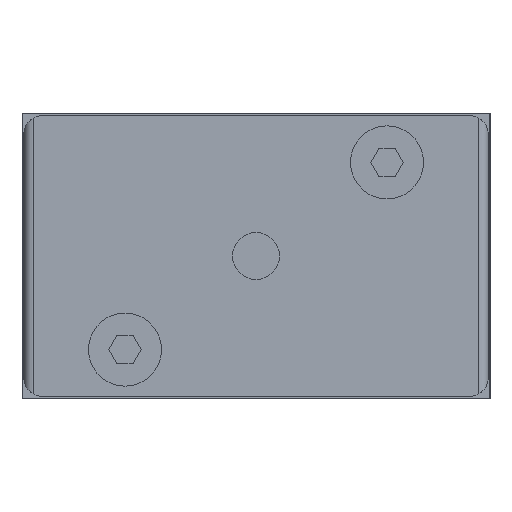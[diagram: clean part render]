
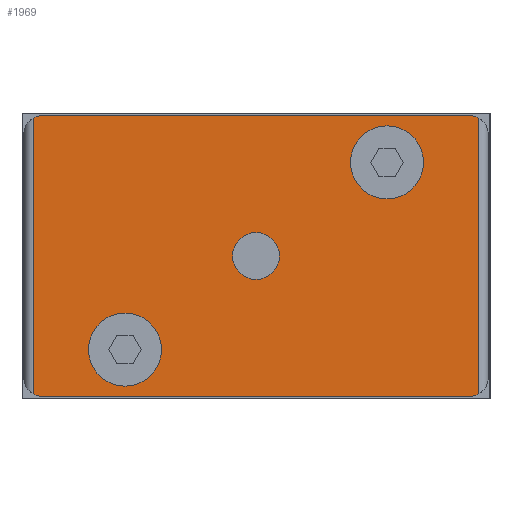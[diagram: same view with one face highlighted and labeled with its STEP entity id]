
A CAD part, left-side view. The second image highlights one B-rep face of the part: STEP entity #1969.
In plain terms, the highlighted planar face has unit normal (-1, 0, 0).
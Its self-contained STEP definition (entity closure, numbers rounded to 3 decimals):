
#125=LINE('',#3071,#298);
#126=LINE('',#3081,#299);
#127=LINE('',#3085,#300);
#128=LINE('',#3089,#301);
#298=VECTOR('',#2409,1000.);
#299=VECTOR('',#2420,1000.);
#300=VECTOR('',#2423,1000.);
#301=VECTOR('',#2426,1000.);
#490=ORIENTED_EDGE('',*,*,#1016,.T.);
#491=ORIENTED_EDGE('',*,*,#1017,.T.);
#492=ORIENTED_EDGE('',*,*,#1018,.T.);
#493=ORIENTED_EDGE('',*,*,#1019,.F.);
#494=ORIENTED_EDGE('',*,*,#1020,.F.);
#495=ORIENTED_EDGE('',*,*,#1021,.F.);
#496=ORIENTED_EDGE('',*,*,#1022,.F.);
#497=ORIENTED_EDGE('',*,*,#1023,.F.);
#498=ORIENTED_EDGE('',*,*,#1024,.F.);
#499=ORIENTED_EDGE('',*,*,#1025,.F.);
#500=ORIENTED_EDGE('',*,*,#1015,.T.);
#1015=EDGE_CURVE('',#1275,#1277,#125,.T.);
#1016=EDGE_CURVE('',#1278,#1278,#1424,.T.);
#1017=EDGE_CURVE('',#1279,#1279,#1425,.T.);
#1018=EDGE_CURVE('',#1280,#1280,#1426,.T.);
#1019=EDGE_CURVE('',#1281,#1277,#1427,.T.);
#1020=EDGE_CURVE('',#1282,#1281,#126,.T.);
#1021=EDGE_CURVE('',#1283,#1282,#1428,.T.);
#1022=EDGE_CURVE('',#1284,#1283,#127,.T.);
#1023=EDGE_CURVE('',#1285,#1284,#1429,.T.);
#1024=EDGE_CURVE('',#1286,#1285,#128,.T.);
#1025=EDGE_CURVE('',#1275,#1286,#1430,.T.);
#1275=VERTEX_POINT('',#3062);
#1277=VERTEX_POINT('',#3070);
#1278=VERTEX_POINT('',#3074);
#1279=VERTEX_POINT('',#3076);
#1280=VERTEX_POINT('',#3078);
#1281=VERTEX_POINT('',#3080);
#1282=VERTEX_POINT('',#3082);
#1283=VERTEX_POINT('',#3084);
#1284=VERTEX_POINT('',#3086);
#1285=VERTEX_POINT('',#3088);
#1286=VERTEX_POINT('',#3090);
#1424=CIRCLE('',#2127,2.5);
#1425=CIRCLE('',#2128,3.9);
#1426=CIRCLE('',#2129,3.9);
#1427=CIRCLE('',#2130,2.);
#1428=CIRCLE('',#2131,2.);
#1429=CIRCLE('',#2132,2.);
#1430=CIRCLE('',#2133,2.);
#1511=EDGE_LOOP('',(#490));
#1512=EDGE_LOOP('',(#491));
#1513=EDGE_LOOP('',(#492));
#1514=EDGE_LOOP('',(#493,#494,#495,#496,#497,#498,#499,#500));
#1704=FACE_BOUND('',#1511,.T.);
#1705=FACE_BOUND('',#1512,.T.);
#1706=FACE_BOUND('',#1513,.T.);
#1707=FACE_BOUND('',#1514,.T.);
#1886=PLANE('',#2126);
#1969=ADVANCED_FACE('',(#1704,#1705,#1706,#1707),#1886,.F.);
#2126=AXIS2_PLACEMENT_3D('',#3072,#2410,#2411);
#2127=AXIS2_PLACEMENT_3D('',#3073,#2412,#2413);
#2128=AXIS2_PLACEMENT_3D('',#3075,#2414,#2415);
#2129=AXIS2_PLACEMENT_3D('',#3077,#2416,#2417);
#2130=AXIS2_PLACEMENT_3D('',#3079,#2418,#2419);
#2131=AXIS2_PLACEMENT_3D('',#3083,#2421,#2422);
#2132=AXIS2_PLACEMENT_3D('',#3087,#2424,#2425);
#2133=AXIS2_PLACEMENT_3D('',#3091,#2427,#2428);
#2409=DIRECTION('',(0.,0.,-1.));
#2410=DIRECTION('',(1.,0.,0.));
#2411=DIRECTION('',(0.,0.,-1.));
#2412=DIRECTION('',(1.,0.,0.));
#2413=DIRECTION('',(0.,0.,-1.));
#2414=DIRECTION('',(1.,0.,0.));
#2415=DIRECTION('',(0.,0.,-1.));
#2416=DIRECTION('',(1.,0.,0.));
#2417=DIRECTION('',(0.,0.,-1.));
#2418=DIRECTION('',(1.,0.,0.));
#2419=DIRECTION('',(0.,0.,-1.));
#2420=DIRECTION('',(0.,1.,0.));
#2421=DIRECTION('',(1.,0.,0.));
#2422=DIRECTION('',(0.,0.,-1.));
#2423=DIRECTION('',(0.,0.,-1.));
#2424=DIRECTION('',(1.,0.,0.));
#2425=DIRECTION('',(0.,0.,-1.));
#2426=DIRECTION('',(0.,-1.,0.));
#2427=DIRECTION('',(1.,0.,0.));
#2428=DIRECTION('',(0.,0.,-1.));
#3062=CARTESIAN_POINT('',(-69.,48.8,14.732));
#3070=CARTESIAN_POINT('',(-69.,48.8,-14.732));
#3071=CARTESIAN_POINT('',(-69.,48.8,15.2));
#3072=CARTESIAN_POINT('',(-69.,48.8,15.2));
#3073=CARTESIAN_POINT('',(-69.,25.,0.));
#3074=CARTESIAN_POINT('',(-69.,25.,-2.5));
#3075=CARTESIAN_POINT('',(-69.,11.,10.));
#3076=CARTESIAN_POINT('',(-69.,11.,6.1));
#3077=CARTESIAN_POINT('',(-69.,39.,-10.));
#3078=CARTESIAN_POINT('',(-69.,39.,-13.9));
#3079=CARTESIAN_POINT('',(-69.,47.8,-13.));
#3080=CARTESIAN_POINT('',(-69.,47.8,-15.));
#3081=CARTESIAN_POINT('',(-69.,2.2,-15.));
#3082=CARTESIAN_POINT('',(-69.,2.2,-15.));
#3083=CARTESIAN_POINT('',(-69.,2.2,-13.));
#3084=CARTESIAN_POINT('',(-69.,1.2,-14.732));
#3085=CARTESIAN_POINT('',(-69.,1.2,15.2));
#3086=CARTESIAN_POINT('',(-69.,1.2,14.732));
#3087=CARTESIAN_POINT('',(-69.,2.2,13.));
#3088=CARTESIAN_POINT('',(-69.,2.2,15.));
#3089=CARTESIAN_POINT('',(-69.,47.8,15.));
#3090=CARTESIAN_POINT('',(-69.,47.8,15.));
#3091=CARTESIAN_POINT('',(-69.,47.8,13.));
